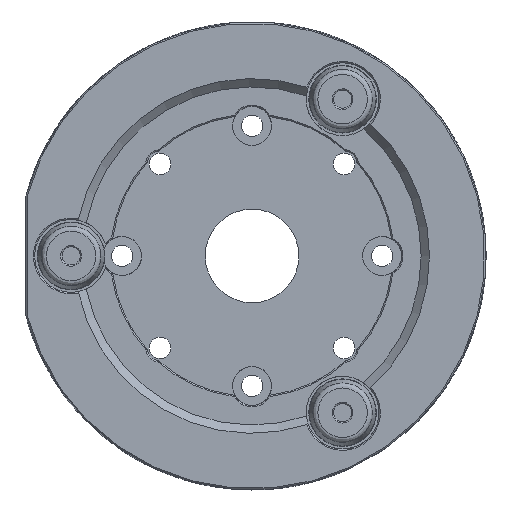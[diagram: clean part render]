
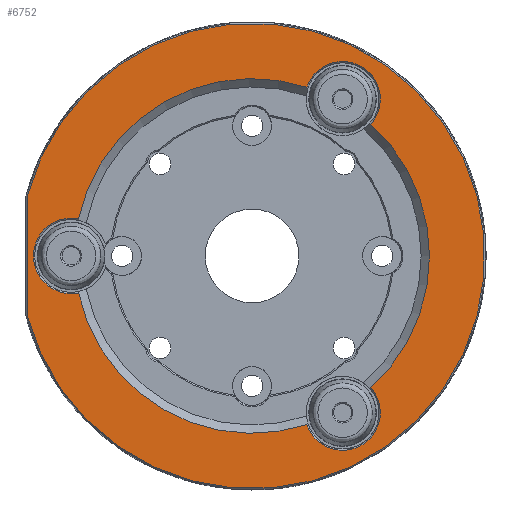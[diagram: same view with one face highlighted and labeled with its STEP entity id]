
A CAD part, left-side view. The second image highlights one B-rep face of the part: STEP entity #6752.
In plain terms, the highlighted planar face has unit normal (-1, 0, 0).
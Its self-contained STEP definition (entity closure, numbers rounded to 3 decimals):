
#109=FACE_BOUND('',#2313,.T.);
#219=PLANE('',#7378);
#550=LINE('',#16496,#943);
#943=VECTOR('',#8752,10.);
#1398=CIRCLE('',#7375,7.25);
#1401=CIRCLE('',#7379,44.75);
#1402=CIRCLE('',#7380,34.1);
#1403=CIRCLE('',#7381,7.25);
#1404=CIRCLE('',#7382,34.1);
#1405=CIRCLE('',#7383,7.25);
#1406=CIRCLE('',#7384,34.1);
#1864=FACE_OUTER_BOUND('',#2312,.T.);
#2312=EDGE_LOOP('',(#5835,#5836));
#2313=EDGE_LOOP('',(#5837,#5838,#5839,#5840,#5841,#5842));
#3226=VERTEX_POINT('',#16478);
#3227=VERTEX_POINT('',#16483);
#3230=VERTEX_POINT('',#16494);
#3231=VERTEX_POINT('',#16495);
#3232=VERTEX_POINT('',#16498);
#3233=VERTEX_POINT('',#16500);
#3234=VERTEX_POINT('',#16502);
#3235=VERTEX_POINT('',#16504);
#4130=EDGE_CURVE('',#3226,#3227,#1398,.T.);
#4134=EDGE_CURVE('',#3230,#3231,#550,.T.);
#4135=EDGE_CURVE('',#3231,#3230,#1401,.T.);
#4136=EDGE_CURVE('',#3226,#3232,#1402,.T.);
#4137=EDGE_CURVE('',#3233,#3232,#1403,.T.);
#4138=EDGE_CURVE('',#3233,#3234,#1404,.T.);
#4139=EDGE_CURVE('',#3235,#3234,#1405,.T.);
#4140=EDGE_CURVE('',#3235,#3227,#1406,.T.);
#5835=ORIENTED_EDGE('',*,*,#4134,.F.);
#5836=ORIENTED_EDGE('',*,*,#4135,.F.);
#5837=ORIENTED_EDGE('',*,*,#4130,.F.);
#5838=ORIENTED_EDGE('',*,*,#4136,.T.);
#5839=ORIENTED_EDGE('',*,*,#4137,.F.);
#5840=ORIENTED_EDGE('',*,*,#4138,.T.);
#5841=ORIENTED_EDGE('',*,*,#4139,.F.);
#5842=ORIENTED_EDGE('',*,*,#4140,.T.);
#6752=ADVANCED_FACE('',(#1864,#109),#219,.T.);
#7375=AXIS2_PLACEMENT_3D('',#16484,#8744,#8745);
#7378=AXIS2_PLACEMENT_3D('',#16493,#8750,#8751);
#7379=AXIS2_PLACEMENT_3D('',#16497,#8753,#8754);
#7380=AXIS2_PLACEMENT_3D('',#16499,#8755,#8756);
#7381=AXIS2_PLACEMENT_3D('',#16501,#8757,#8758);
#7382=AXIS2_PLACEMENT_3D('',#16503,#8759,#8760);
#7383=AXIS2_PLACEMENT_3D('',#16505,#8761,#8762);
#7384=AXIS2_PLACEMENT_3D('',#16506,#8763,#8764);
#8744=DIRECTION('center_axis',(-1.,0.,0.));
#8745=DIRECTION('ref_axis',(0.,0.866,-0.5));
#8750=DIRECTION('center_axis',(-1.,0.,0.));
#8751=DIRECTION('ref_axis',(0.,0.,1.));
#8752=DIRECTION('',(0.,0.,1.));
#8753=DIRECTION('center_axis',(1.,0.,0.));
#8754=DIRECTION('ref_axis',(0.,-1.,0.));
#8755=DIRECTION('center_axis',(1.,0.,0.));
#8756=DIRECTION('ref_axis',(0.,1.,0.));
#8757=DIRECTION('center_axis',(-1.,0.,0.));
#8758=DIRECTION('ref_axis',(0.,0.,1.));
#8759=DIRECTION('center_axis',(1.,0.,0.));
#8760=DIRECTION('ref_axis',(0.,1.,0.));
#8761=DIRECTION('center_axis',(-1.,0.,0.));
#8762=DIRECTION('ref_axis',(0.,-0.866,-0.5));
#8763=DIRECTION('center_axis',(1.,0.,0.));
#8764=DIRECTION('ref_axis',(0.,1.,0.));
#16478=CARTESIAN_POINT('',(-15.6,-10.522,-32.436));
#16483=CARTESIAN_POINT('',(-15.6,-22.829,-25.33));
#16484=CARTESIAN_POINT('Origin',(-15.6,-17.396,-30.13));
#16493=CARTESIAN_POINT('Origin',(-15.6,39.55,0.));
#16494=CARTESIAN_POINT('',(-15.6,43.25,-11.489));
#16495=CARTESIAN_POINT('',(-15.6,43.25,11.489));
#16496=CARTESIAN_POINT('',(-15.6,43.25,-34.329));
#16497=CARTESIAN_POINT('Origin',(-15.6,0.,0.));
#16498=CARTESIAN_POINT('',(-15.6,33.351,-7.106));
#16499=CARTESIAN_POINT('Origin',(-15.6,0.,0.));
#16500=CARTESIAN_POINT('',(-15.6,33.351,7.106));
#16501=CARTESIAN_POINT('Origin',(-15.6,34.791,0.));
#16502=CARTESIAN_POINT('',(-15.6,-10.522,32.436));
#16503=CARTESIAN_POINT('Origin',(-15.6,0.,0.));
#16504=CARTESIAN_POINT('',(-15.6,-22.829,25.33));
#16505=CARTESIAN_POINT('Origin',(-15.6,-17.396,30.13));
#16506=CARTESIAN_POINT('Origin',(-15.6,0.,0.));
